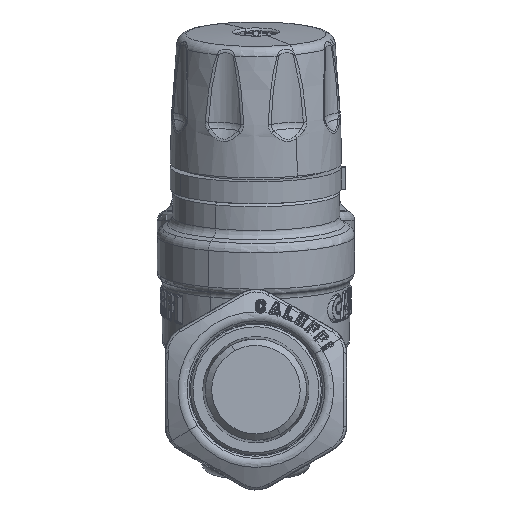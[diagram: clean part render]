
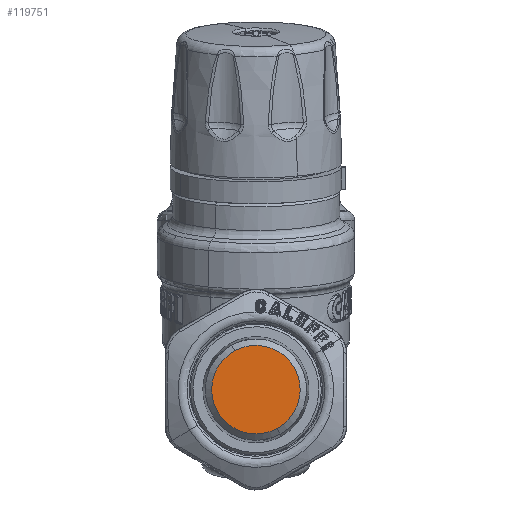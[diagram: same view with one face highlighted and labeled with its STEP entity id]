
A CAD part, front view. The second image highlights one B-rep face of the part: STEP entity #119751.
In plain terms, the highlighted planar face has unit normal (0, -1, 0).
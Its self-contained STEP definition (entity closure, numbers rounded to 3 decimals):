
#119728=CARTESIAN_POINT('Axis2P3D Location',(0.017,-115.111,15.925)) ;
#119733=CARTESIAN_POINT('Axis2P3D Location',(0.017,-115.111,24.887)) ;
#119737=CARTESIAN_POINT('Vertex',(-4.28,-115.111,32.752)) ;
#119739=CARTESIAN_POINT('Vertex',(4.314,-115.111,17.022)) ;
#119742=CARTESIAN_POINT('Axis2P3D Location',(0.017,-115.111,24.887)) ;
#119729=DIRECTION('Axis2P3D Direction',(0.,-1.,0.)) ;
#119730=DIRECTION('Axis2P3D XDirection',(1.,0.,0.)) ;
#119734=DIRECTION('Axis2P3D Direction',(0.,-1.,0.)) ;
#119743=DIRECTION('Axis2P3D Direction',(0.,-1.,0.)) ;
#119731=AXIS2_PLACEMENT_3D('Plane Axis2P3D',#119728,#119729,#119730) ;
#119735=AXIS2_PLACEMENT_3D('Circle Axis2P3D',#119733,#119734,$) ;
#119744=AXIS2_PLACEMENT_3D('Circle Axis2P3D',#119742,#119743,$) ;
#119736=CIRCLE('generated circle',#119735,8.962) ;
#119745=CIRCLE('generated circle',#119744,8.962) ;
#119732=PLANE('',#119731) ;
#119741=EDGE_CURVE('',#119738,#119740,#119736,.T.) ;
#119746=EDGE_CURVE('',#119740,#119738,#119745,.T.) ;
#119748=ORIENTED_EDGE('',*,*,#119741,.T.) ;
#119749=ORIENTED_EDGE('',*,*,#119746,.T.) ;
#119747=EDGE_LOOP('',(#119748,#119749)) ;
#119738=VERTEX_POINT('',#119737) ;
#119740=VERTEX_POINT('',#119739) ;
#119751=ADVANCED_FACE('PartBody',(#119750),#119732,.T.) ;
#119750=FACE_OUTER_BOUND('',#119747,.T.) ;
